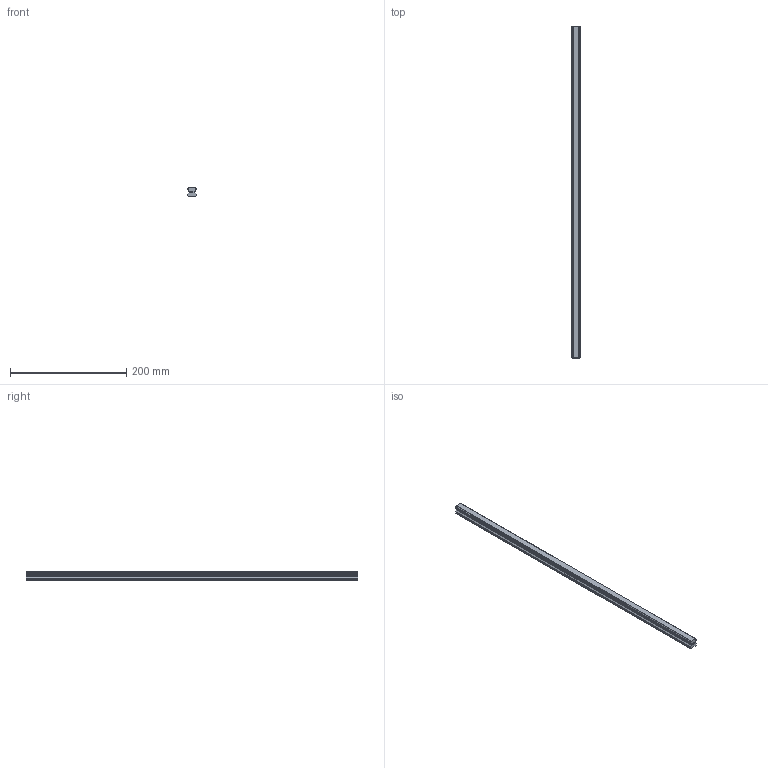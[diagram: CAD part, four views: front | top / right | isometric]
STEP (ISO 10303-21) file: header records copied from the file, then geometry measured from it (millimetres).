
FILE_DESCRIPTION(('STEP AP214'),'1');
FILE_NAME('cctmp_8D62BA0F-EAF9-4EAE-852E-90C2EB044DCE_2021_01_19_11_12_13_0722..stp','2021-01-19T10:12:13',('HIWIN GmbH'),('CADClick - www.CADClick.com'),'Spatial InterOp 3D',' ','unknown authorization');
FILE_SCHEMA(('AUTOMOTIVE_DESIGN'));
Length unit declared in the file: millimetre
Products named in the file (1): HGR15T570C_FILE
Bounding box: 15 x 570 x 15 mm (x, y, z)
Volume: 106932.3 mm3; surface area: 36522 mm2
Topology: 1 solids, 1 shells, 155 faces, 427 edges, 268 vertices
Faces by surface type: plane 89, cylinder 46, cone 20
Entity records: 6017 total; most frequent: CARTESIAN_POINT 831, ORIENTED_EDGE 814, DIRECTION 811, EDGE_CURVE 407, LINE 315, VECTOR 315, VERTEX_POINT 268, AXIS2_PLACEMENT_3D 248
